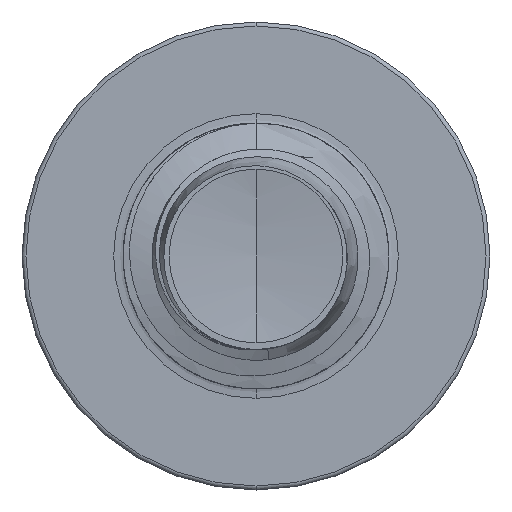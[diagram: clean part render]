
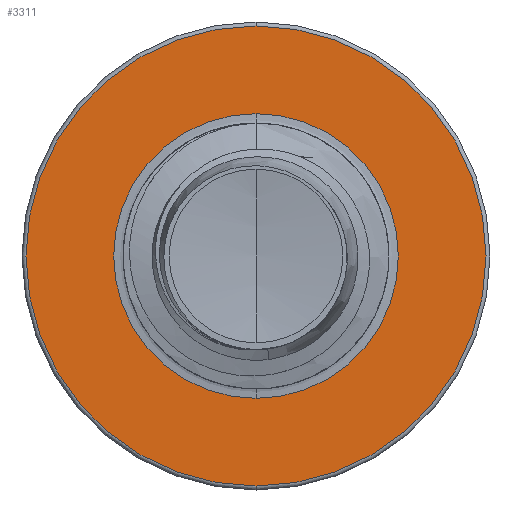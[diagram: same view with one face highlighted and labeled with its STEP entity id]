
A CAD part, front view. The second image highlights one B-rep face of the part: STEP entity #3311.
In plain terms, the highlighted planar face has unit normal (0, -1, 0).
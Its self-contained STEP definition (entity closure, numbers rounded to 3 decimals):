
#940 = EDGE_LOOP ( 'NONE', ( #12999, #9234 ) ) ;
#966 = DIRECTION ( 'NONE',  ( 0., 0., 1. ) ) ;
#3311 = ADVANCED_FACE ( 'NONE', ( #32444, #17573 ), #6008, .F. ) ;
#4577 = VERTEX_POINT ( 'NONE', #34564 ) ;
#4613 = CARTESIAN_POINT ( 'NONE',  ( 0., 17.5, 0. ) ) ;
#5352 = AXIS2_PLACEMENT_3D ( 'NONE', #8845, #25947, #8975 ) ;
#6008 = PLANE ( 'NONE',  #5352 ) ;
#7571 = DIRECTION ( 'NONE',  ( 0., 0., 1. ) ) ;
#8007 = CIRCLE ( 'NONE', #26204, 4.325 ) ;
#8383 = ORIENTED_EDGE ( 'NONE', *, *, #13062, .T. ) ;
#8845 = CARTESIAN_POINT ( 'NONE',  ( 0., 17.5, -2.677 ) ) ;
#8975 = DIRECTION ( 'NONE',  ( 0., 0., 1. ) ) ;
#9234 = ORIENTED_EDGE ( 'NONE', *, *, #19909, .F. ) ;
#9623 = CARTESIAN_POINT ( 'NONE',  ( 0., 17.5, 4.325 ) ) ;
#10398 = CARTESIAN_POINT ( 'NONE',  ( 0., 17.5, 0. ) ) ;
#12999 = ORIENTED_EDGE ( 'NONE', *, *, #23587, .F. ) ;
#13062 = EDGE_CURVE ( 'NONE', #4577, #34269, #13119, .T. ) ;
#13119 = CIRCLE ( 'NONE', #33414, 2.677 ) ;
#13329 = DIRECTION ( 'NONE',  ( 0., 0., 1. ) ) ;
#16627 = CARTESIAN_POINT ( 'NONE',  ( 0., 17.5, 0. ) ) ;
#17573 = FACE_BOUND ( 'NONE', #35660, .T. ) ;
#18298 = DIRECTION ( 'NONE',  ( 0., 1., 0. ) ) ;
#18511 = AXIS2_PLACEMENT_3D ( 'NONE', #10398, #30118, #13329 ) ;
#18983 = VERTEX_POINT ( 'NONE', #31905 ) ;
#19486 = DIRECTION ( 'NONE',  ( 0., 0., 1. ) ) ;
#19909 = EDGE_CURVE ( 'NONE', #18983, #23506, #8007, .T. ) ;
#23506 = VERTEX_POINT ( 'NONE', #9623 ) ;
#23587 = EDGE_CURVE ( 'NONE', #23506, #18983, #25922, .T. ) ;
#23639 = EDGE_CURVE ( 'NONE', #34269, #4577, #32453, .T. ) ;
#24618 = DIRECTION ( 'NONE',  ( 0., 1., 0. ) ) ;
#25922 = CIRCLE ( 'NONE', #18511, 4.325 ) ;
#25947 = DIRECTION ( 'NONE',  ( 0., 1., 0. ) ) ;
#26204 = AXIS2_PLACEMENT_3D ( 'NONE', #16627, #36196, #19486 ) ;
#27702 = ORIENTED_EDGE ( 'NONE', *, *, #23639, .T. ) ;
#29681 = CARTESIAN_POINT ( 'NONE',  ( 0., 17.5, -2.677 ) ) ;
#30118 = DIRECTION ( 'NONE',  ( 0., 1., 0. ) ) ;
#31589 = AXIS2_PLACEMENT_3D ( 'NONE', #4613, #24618, #7571 ) ;
#31905 = CARTESIAN_POINT ( 'NONE',  ( 0., 17.5, -4.325 ) ) ;
#32444 = FACE_OUTER_BOUND ( 'NONE', #940, .T. ) ;
#32453 = CIRCLE ( 'NONE', #31589, 2.677 ) ;
#33414 = AXIS2_PLACEMENT_3D ( 'NONE', #35022, #18298, #966 ) ;
#34269 = VERTEX_POINT ( 'NONE', #29681 ) ;
#34564 = CARTESIAN_POINT ( 'NONE',  ( 0., 17.5, 2.677 ) ) ;
#35022 = CARTESIAN_POINT ( 'NONE',  ( 0., 17.5, 0. ) ) ;
#35660 = EDGE_LOOP ( 'NONE', ( #8383, #27702 ) ) ;
#36196 = DIRECTION ( 'NONE',  ( 0., 1., 0. ) ) ;
